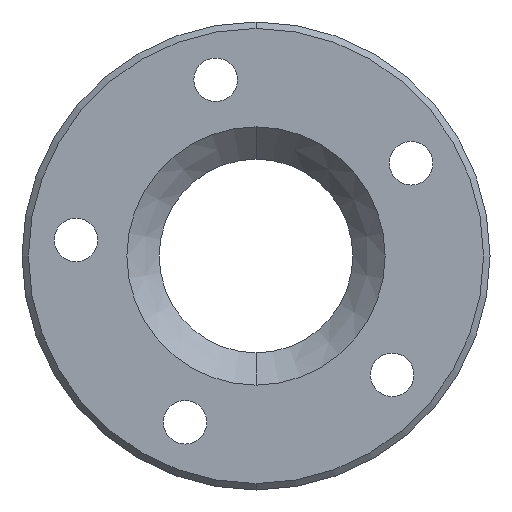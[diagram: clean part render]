
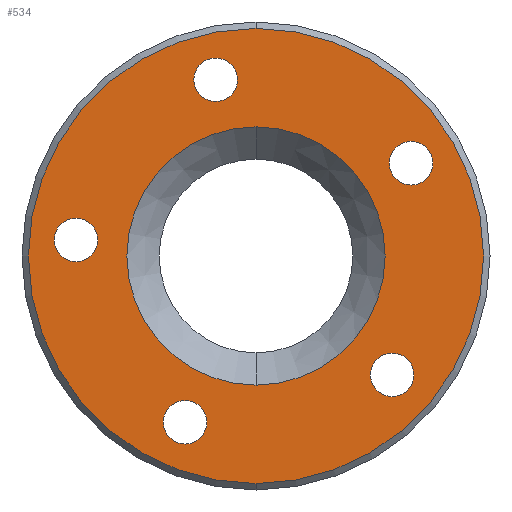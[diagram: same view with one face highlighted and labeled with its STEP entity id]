
A CAD part, front view. The second image highlights one B-rep face of the part: STEP entity #534.
In plain terms, the highlighted planar face has unit normal (0, -1, 0).
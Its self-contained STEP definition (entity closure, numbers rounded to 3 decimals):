
#2 = FACE_BOUND ( 'NONE', #724, .T. ) ;
#3 = CARTESIAN_POINT ( 'NONE',  ( 48.058, 0., 35.497 ) ) ;
#6 = ORIENTED_EDGE ( 'NONE', *, *, #256, .F. ) ;
#11 = CARTESIAN_POINT ( 'NONE',  ( -55.778, 0., 4.984 ) ) ;
#22 = CARTESIAN_POINT ( 'NONE',  ( -21.979, 0., -44.757 ) ) ;
#25 = FACE_BOUND ( 'NONE', #384, .T. ) ;
#50 = ORIENTED_EDGE ( 'NONE', *, *, #165, .F. ) ;
#58 = CIRCLE ( 'NONE', #826, 6.75 ) ;
#61 = EDGE_LOOP ( 'NONE', ( #6, #674 ) ) ;
#62 = DIRECTION ( 'NONE',  ( 0., 0., -1. ) ) ;
#63 = AXIS2_PLACEMENT_3D ( 'NONE', #890, #482, #62 ) ;
#68 = EDGE_CURVE ( 'NONE', #206, #438, #359, .T. ) ;
#69 = CIRCLE ( 'NONE', #760, 70.5 ) ;
#78 = DIRECTION ( 'NONE',  ( 0., -1., 0. ) ) ;
#83 = DIRECTION ( 'NONE',  ( 0., 0., -1. ) ) ;
#85 = VERTEX_POINT ( 'NONE', #22 ) ;
#90 = CARTESIAN_POINT ( 'NONE',  ( 0., 0., 70.5 ) ) ;
#93 = DIRECTION ( 'NONE',  ( 0., 1., 0. ) ) ;
#103 = DIRECTION ( 'NONE',  ( 0., -1., 0. ) ) ;
#120 = CARTESIAN_POINT ( 'NONE',  ( 48.058, 0., 21.997 ) ) ;
#127 = CARTESIAN_POINT ( 'NONE',  ( 0., 0., -40. ) ) ;
#133 = DIRECTION ( 'NONE',  ( 0., -1., 0. ) ) ;
#136 = VERTEX_POINT ( 'NONE', #387 ) ;
#138 = CIRCLE ( 'NONE', #533, 6.75 ) ;
#140 = VERTEX_POINT ( 'NONE', #589 ) ;
#156 = CIRCLE ( 'NONE', #360, 40. ) ;
#157 = DIRECTION ( 'NONE',  ( 0., 1., 0. ) ) ;
#165 = EDGE_CURVE ( 'NONE', #136, #292, #659, .T. ) ;
#171 = AXIS2_PLACEMENT_3D ( 'NONE', #739, #334, #810 ) ;
#185 = VERTEX_POINT ( 'NONE', #457 ) ;
#192 = FACE_BOUND ( 'NONE', #809, .T. ) ;
#194 = EDGE_CURVE ( 'NONE', #185, #329, #269, .T. ) ;
#196 = CARTESIAN_POINT ( 'NONE',  ( 0., 0., 0. ) ) ;
#199 = CARTESIAN_POINT ( 'NONE',  ( -12.498, 0., 54.587 ) ) ;
#206 = VERTEX_POINT ( 'NONE', #120 ) ;
#210 = CARTESIAN_POINT ( 'NONE',  ( 42.192, 0., -30.071 ) ) ;
#224 = AXIS2_PLACEMENT_3D ( 'NONE', #377, #854, #442 ) ;
#226 = CIRCLE ( 'NONE', #63, 6.75 ) ;
#229 = EDGE_CURVE ( 'NONE', #292, #136, #818, .T. ) ;
#234 = AXIS2_PLACEMENT_3D ( 'NONE', #710, #157, #845 ) ;
#255 = CIRCLE ( 'NONE', #672, 6.75 ) ;
#256 = EDGE_CURVE ( 'NONE', #423, #140, #58, .T. ) ;
#258 = VERTEX_POINT ( 'NONE', #270 ) ;
#260 = ORIENTED_EDGE ( 'NONE', *, *, #68, .F. ) ;
#261 = DIRECTION ( 'NONE',  ( 0., -1., 0. ) ) ;
#262 = CARTESIAN_POINT ( 'NONE',  ( 42.192, 0., -36.821 ) ) ;
#263 = AXIS2_PLACEMENT_3D ( 'NONE', #677, #261, #744 ) ;
#264 = DIRECTION ( 'NONE',  ( 0., 0., 1. ) ) ;
#265 = DIRECTION ( 'NONE',  ( 0., 0., -1. ) ) ;
#269 = CIRCLE ( 'NONE', #549, 6.75 ) ;
#270 = CARTESIAN_POINT ( 'NONE',  ( 0., 0., -70.5 ) ) ;
#274 = ORIENTED_EDGE ( 'NONE', *, *, #839, .F. ) ;
#287 = DIRECTION ( 'NONE',  ( 0., -1., 0. ) ) ;
#288 = EDGE_CURVE ( 'NONE', #329, #185, #226, .T. ) ;
#292 = VERTEX_POINT ( 'NONE', #479 ) ;
#294 = CARTESIAN_POINT ( 'NONE',  ( -21.979, 0., -51.507 ) ) ;
#313 = CIRCLE ( 'NONE', #376, 40. ) ;
#329 = VERTEX_POINT ( 'NONE', #210 ) ;
#334 = DIRECTION ( 'NONE',  ( 0., -1., 0. ) ) ;
#336 = DIRECTION ( 'NONE',  ( 0., 0., -1. ) ) ;
#352 = ORIENTED_EDGE ( 'NONE', *, *, #469, .F. ) ;
#359 = CIRCLE ( 'NONE', #224, 6.75 ) ;
#360 = AXIS2_PLACEMENT_3D ( 'NONE', #196, #680, #264 ) ;
#363 = DIRECTION ( 'NONE',  ( 0., 0., -1. ) ) ;
#370 = PLANE ( 'NONE',  #234 ) ;
#371 = EDGE_LOOP ( 'NONE', ( #394, #663 ) ) ;
#376 = AXIS2_PLACEMENT_3D ( 'NONE', #510, #93, #584 ) ;
#377 = CARTESIAN_POINT ( 'NONE',  ( 48.058, 0., 28.747 ) ) ;
#384 = EDGE_LOOP ( 'NONE', ( #694, #50 ) ) ;
#387 = CARTESIAN_POINT ( 'NONE',  ( -12.498, 0., 61.337 ) ) ;
#394 = ORIENTED_EDGE ( 'NONE', *, *, #856, .T. ) ;
#401 = FACE_BOUND ( 'NONE', #575, .T. ) ;
#423 = VERTEX_POINT ( 'NONE', #834 ) ;
#424 = EDGE_CURVE ( 'NONE', #85, #520, #138, .T. ) ;
#438 = VERTEX_POINT ( 'NONE', #3 ) ;
#440 = ORIENTED_EDGE ( 'NONE', *, *, #194, .F. ) ;
#442 = DIRECTION ( 'NONE',  ( 0., 0., -1. ) ) ;
#457 = CARTESIAN_POINT ( 'NONE',  ( 42.192, 0., -43.571 ) ) ;
#459 = EDGE_CURVE ( 'NONE', #586, #258, #69, .T. ) ;
#469 = EDGE_CURVE ( 'NONE', #520, #85, #255, .T. ) ;
#479 = CARTESIAN_POINT ( 'NONE',  ( -12.498, 0., 47.837 ) ) ;
#482 = DIRECTION ( 'NONE',  ( 0., -1., 0. ) ) ;
#488 = EDGE_CURVE ( 'NONE', #140, #423, #806, .T. ) ;
#499 = CARTESIAN_POINT ( 'NONE',  ( 0., 0., 0. ) ) ;
#500 = DIRECTION ( 'NONE',  ( 0., -1., 0. ) ) ;
#501 = AXIS2_PLACEMENT_3D ( 'NONE', #523, #103, #592 ) ;
#510 = CARTESIAN_POINT ( 'NONE',  ( 0., 0., 0. ) ) ;
#520 = VERTEX_POINT ( 'NONE', #706 ) ;
#523 = CARTESIAN_POINT ( 'NONE',  ( -12.498, 0., 54.587 ) ) ;
#533 = AXIS2_PLACEMENT_3D ( 'NONE', #700, #287, #769 ) ;
#534 = ADVANCED_FACE ( 'NONE', ( #561, #741, #25, #401, #192, #2, #720 ), #370, .F. ) ;
#535 = CARTESIAN_POINT ( 'NONE',  ( 0., 0., 40. ) ) ;
#548 = CARTESIAN_POINT ( 'NONE',  ( -55.778, 0., 4.984 ) ) ;
#549 = AXIS2_PLACEMENT_3D ( 'NONE', #262, #746, #336 ) ;
#561 = FACE_OUTER_BOUND ( 'NONE', #628, .T. ) ;
#568 = DIRECTION ( 'NONE',  ( 0., 0., 1. ) ) ;
#575 = EDGE_LOOP ( 'NONE', ( #260, #274 ) ) ;
#584 = DIRECTION ( 'NONE',  ( 0., 0., 1. ) ) ;
#586 = VERTEX_POINT ( 'NONE', #90 ) ;
#589 = CARTESIAN_POINT ( 'NONE',  ( -55.778, 0., 11.734 ) ) ;
#592 = DIRECTION ( 'NONE',  ( 0., 0., -1. ) ) ;
#601 = EDGE_CURVE ( 'NONE', #821, #883, #313, .T. ) ;
#616 = DIRECTION ( 'NONE',  ( 0., 0., -1. ) ) ;
#628 = EDGE_LOOP ( 'NONE', ( #684, #730 ) ) ;
#633 = ORIENTED_EDGE ( 'NONE', *, *, #288, .F. ) ;
#659 = CIRCLE ( 'NONE', #501, 6.75 ) ;
#663 = ORIENTED_EDGE ( 'NONE', *, *, #601, .T. ) ;
#672 = AXIS2_PLACEMENT_3D ( 'NONE', #294, #774, #363 ) ;
#674 = ORIENTED_EDGE ( 'NONE', *, *, #488, .F. ) ;
#677 = CARTESIAN_POINT ( 'NONE',  ( 48.058, 0., 28.747 ) ) ;
#680 = DIRECTION ( 'NONE',  ( 0., 1., 0. ) ) ;
#683 = DIRECTION ( 'NONE',  ( 0., -1., 0. ) ) ;
#684 = ORIENTED_EDGE ( 'NONE', *, *, #459, .T. ) ;
#690 = CIRCLE ( 'NONE', #263, 6.75 ) ;
#694 = ORIENTED_EDGE ( 'NONE', *, *, #229, .F. ) ;
#700 = CARTESIAN_POINT ( 'NONE',  ( -21.979, 0., -51.507 ) ) ;
#706 = CARTESIAN_POINT ( 'NONE',  ( -21.979, 0., -58.257 ) ) ;
#710 = CARTESIAN_POINT ( 'NONE',  ( 0., 0., 0. ) ) ;
#720 = FACE_BOUND ( 'NONE', #61, .T. ) ;
#724 = EDGE_LOOP ( 'NONE', ( #352, #831 ) ) ;
#730 = ORIENTED_EDGE ( 'NONE', *, *, #811, .T. ) ;
#732 = AXIS2_PLACEMENT_3D ( 'NONE', #199, #683, #265 ) ;
#739 = CARTESIAN_POINT ( 'NONE',  ( 0., 0., 0. ) ) ;
#741 = FACE_BOUND ( 'NONE', #371, .T. ) ;
#744 = DIRECTION ( 'NONE',  ( 0., 0., -1. ) ) ;
#746 = DIRECTION ( 'NONE',  ( 0., -1., 0. ) ) ;
#760 = AXIS2_PLACEMENT_3D ( 'NONE', #499, #78, #568 ) ;
#769 = DIRECTION ( 'NONE',  ( 0., 0., -1. ) ) ;
#774 = DIRECTION ( 'NONE',  ( 0., -1., 0. ) ) ;
#806 = CIRCLE ( 'NONE', #852, 6.75 ) ;
#809 = EDGE_LOOP ( 'NONE', ( #440, #633 ) ) ;
#810 = DIRECTION ( 'NONE',  ( 0., 0., 1. ) ) ;
#811 = EDGE_CURVE ( 'NONE', #258, #586, #892, .T. ) ;
#818 = CIRCLE ( 'NONE', #732, 6.75 ) ;
#821 = VERTEX_POINT ( 'NONE', #535 ) ;
#826 = AXIS2_PLACEMENT_3D ( 'NONE', #548, #133, #616 ) ;
#831 = ORIENTED_EDGE ( 'NONE', *, *, #424, .F. ) ;
#834 = CARTESIAN_POINT ( 'NONE',  ( -55.778, 0., -1.766 ) ) ;
#839 = EDGE_CURVE ( 'NONE', #438, #206, #690, .T. ) ;
#845 = DIRECTION ( 'NONE',  ( 0., 0., 1. ) ) ;
#852 = AXIS2_PLACEMENT_3D ( 'NONE', #11, #500, #83 ) ;
#854 = DIRECTION ( 'NONE',  ( 0., -1., 0. ) ) ;
#856 = EDGE_CURVE ( 'NONE', #883, #821, #156, .T. ) ;
#883 = VERTEX_POINT ( 'NONE', #127 ) ;
#890 = CARTESIAN_POINT ( 'NONE',  ( 42.192, 0., -36.821 ) ) ;
#892 = CIRCLE ( 'NONE', #171, 70.5 ) ;
